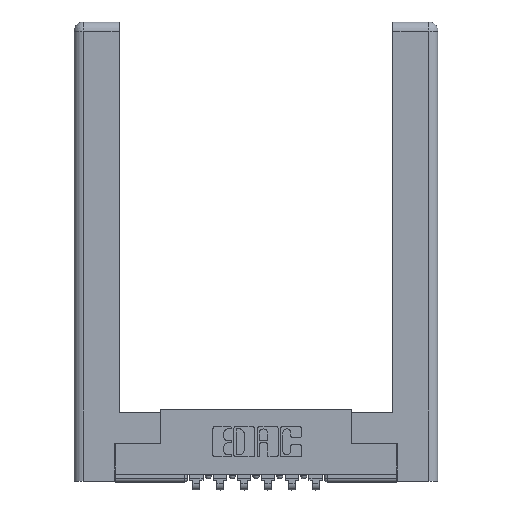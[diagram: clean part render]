
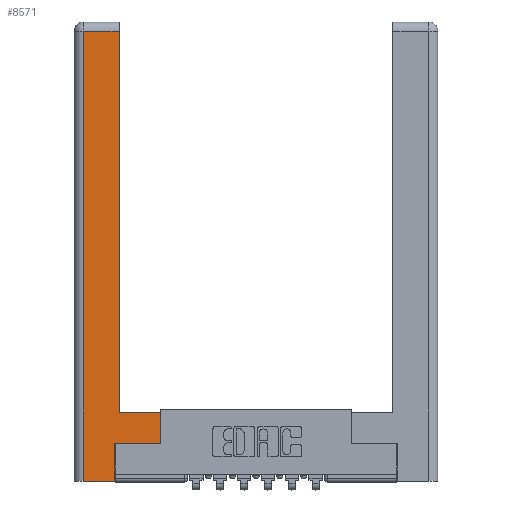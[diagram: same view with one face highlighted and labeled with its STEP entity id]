
A CAD part, top view. The second image highlights one B-rep face of the part: STEP entity #8571.
In plain terms, the highlighted planar face has unit normal (0, 0, 1).
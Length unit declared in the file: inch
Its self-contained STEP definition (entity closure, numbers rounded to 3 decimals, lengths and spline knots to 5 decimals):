
#44 = DIRECTION ( 'NONE',  ( 0., 0., -1. ) ) ;
#100 = CARTESIAN_POINT ( 'NONE',  ( 0.295, 0.45, 0. ) ) ;
#184 = AXIS2_PLACEMENT_3D ( 'NONE', #5089, #44, #7115 ) ;
#256 = VERTEX_POINT ( 'NONE', #9322 ) ;
#258 = EDGE_LOOP ( 'NONE', ( #2980, #6641, #11014, #8099, #4008, #8966, #12872, #3431 ) ) ;
#355 = DIRECTION ( 'NONE',  ( 0., 1., 0. ) ) ;
#505 = VECTOR ( 'NONE', #8955, 39.37008 ) ;
#569 = EDGE_CURVE ( 'NONE', #9072, #4151, #10267, .T. ) ;
#644 = CARTESIAN_POINT ( 'NONE',  ( 0.295, 3., 0. ) ) ;
#1080 = CARTESIAN_POINT ( 'NONE',  ( 0.0615, 2.94, 0. ) ) ;
#1218 = VERTEX_POINT ( 'NONE', #7032 ) ;
#1487 = VERTEX_POINT ( 'NONE', #5712 ) ;
#1715 = VERTEX_POINT ( 'NONE', #2820 ) ;
#1817 = CARTESIAN_POINT ( 'NONE',  ( 0.295, 0.45, 0. ) ) ;
#2048 = VECTOR ( 'NONE', #7714, 39.37008 ) ;
#2820 = CARTESIAN_POINT ( 'NONE',  ( 0.565, 0.245, 0. ) ) ;
#2948 = EDGE_CURVE ( 'NONE', #1487, #1218, #9226, .T. ) ;
#2980 = ORIENTED_EDGE ( 'NONE', *, *, #5590, .T. ) ;
#3431 = ORIENTED_EDGE ( 'NONE', *, *, #569, .T. ) ;
#3546 = VECTOR ( 'NONE', #8406, 39.37008 ) ;
#4008 = ORIENTED_EDGE ( 'NONE', *, *, #8169, .T. ) ;
#4023 = VECTOR ( 'NONE', #5473, 39.37008 ) ;
#4147 = DIRECTION ( 'NONE',  ( -1., 0., 0. ) ) ;
#4151 = VERTEX_POINT ( 'NONE', #100 ) ;
#4276 = VECTOR ( 'NONE', #7742, 39.37008 ) ;
#4437 = LINE ( 'NONE', #6201, #12011 ) ;
#4527 = EDGE_CURVE ( 'NONE', #5775, #7903, #4437, .T. ) ;
#4698 = VECTOR ( 'NONE', #355, 39.37008 ) ;
#5089 = CARTESIAN_POINT ( 'NONE',  ( 0., 0., 0. ) ) ;
#5473 = DIRECTION ( 'NONE',  ( 1., 0., 0. ) ) ;
#5545 = VECTOR ( 'NONE', #12773, 39.37008 ) ;
#5590 = EDGE_CURVE ( 'NONE', #4151, #5775, #9465, .T. ) ;
#5612 = LINE ( 'NONE', #12535, #3546 ) ;
#5712 = CARTESIAN_POINT ( 'NONE',  ( 0.0615, 0., 0. ) ) ;
#5775 = VERTEX_POINT ( 'NONE', #8982 ) ;
#6120 = PLANE ( 'NONE',  #184 ) ;
#6201 = CARTESIAN_POINT ( 'NONE',  ( 0.0615, 2.94, 0. ) ) ;
#6524 = CARTESIAN_POINT ( 'NONE',  ( 0.565, 0.45, 0. ) ) ;
#6641 = ORIENTED_EDGE ( 'NONE', *, *, #4527, .T. ) ;
#7032 = CARTESIAN_POINT ( 'NONE',  ( 0.265, 0., 0. ) ) ;
#7115 = DIRECTION ( 'NONE',  ( -1., 0., 0. ) ) ;
#7714 = DIRECTION ( 'NONE',  ( 0., 1., 0. ) ) ;
#7742 = DIRECTION ( 'NONE',  ( -1., 0., 0. ) ) ;
#7903 = VERTEX_POINT ( 'NONE', #1080 ) ;
#8099 = ORIENTED_EDGE ( 'NONE', *, *, #2948, .T. ) ;
#8152 = FACE_OUTER_BOUND ( 'NONE', #258, .T. ) ;
#8169 = EDGE_CURVE ( 'NONE', #1218, #256, #5612, .T. ) ;
#8406 = DIRECTION ( 'NONE',  ( 0., 1., 0. ) ) ;
#8571 = ADVANCED_FACE ( 'NONE', ( #8152 ), #6120, .F. ) ;
#8587 = CARTESIAN_POINT ( 'NONE',  ( 0.565, 0.45, 0. ) ) ;
#8641 = CARTESIAN_POINT ( 'NONE',  ( 0.0615, 0., 0. ) ) ;
#8955 = DIRECTION ( 'NONE',  ( 1., 0., 0. ) ) ;
#8966 = ORIENTED_EDGE ( 'NONE', *, *, #9884, .T. ) ;
#8982 = CARTESIAN_POINT ( 'NONE',  ( 0.295, 2.94, 0. ) ) ;
#9072 = VERTEX_POINT ( 'NONE', #8587 ) ;
#9226 = LINE ( 'NONE', #12607, #4023 ) ;
#9322 = CARTESIAN_POINT ( 'NONE',  ( 0.265, 0.245, 0. ) ) ;
#9465 = LINE ( 'NONE', #644, #2048 ) ;
#9884 = EDGE_CURVE ( 'NONE', #256, #1715, #10436, .T. ) ;
#10267 = LINE ( 'NONE', #1817, #4276 ) ;
#10313 = EDGE_CURVE ( 'NONE', #7903, #1487, #12626, .T. ) ;
#10436 = LINE ( 'NONE', #10839, #505 ) ;
#10839 = CARTESIAN_POINT ( 'NONE',  ( 0.565, 0.245, 0. ) ) ;
#11014 = ORIENTED_EDGE ( 'NONE', *, *, #10313, .T. ) ;
#11933 = LINE ( 'NONE', #6524, #4698 ) ;
#12011 = VECTOR ( 'NONE', #4147, 39.37008 ) ;
#12485 = EDGE_CURVE ( 'NONE', #1715, #9072, #11933, .T. ) ;
#12535 = CARTESIAN_POINT ( 'NONE',  ( 0.265, 0.245, 0. ) ) ;
#12607 = CARTESIAN_POINT ( 'NONE',  ( 0.265, 0., 0. ) ) ;
#12626 = LINE ( 'NONE', #8641, #5545 ) ;
#12773 = DIRECTION ( 'NONE',  ( 0., -1., 0. ) ) ;
#12872 = ORIENTED_EDGE ( 'NONE', *, *, #12485, .T. ) ;
